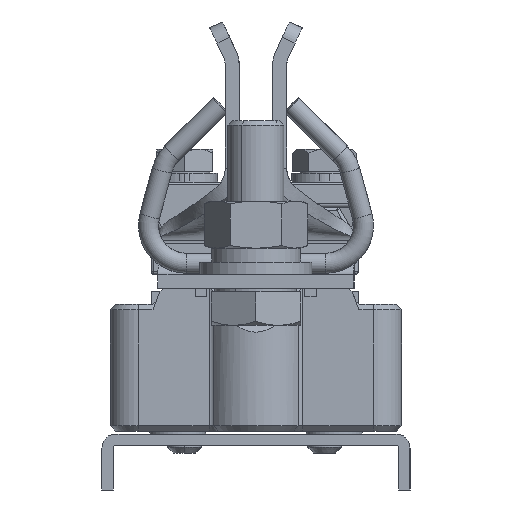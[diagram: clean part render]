
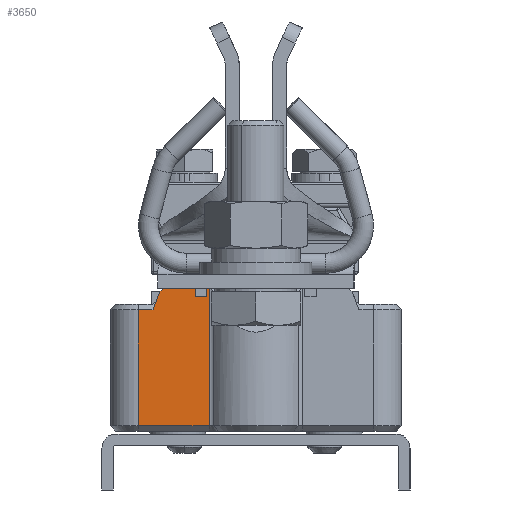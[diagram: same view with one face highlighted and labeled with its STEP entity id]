
A CAD part, front view. The second image highlights one B-rep face of the part: STEP entity #3650.
In plain terms, the highlighted face is planar.
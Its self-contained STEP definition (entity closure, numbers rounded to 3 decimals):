
#1229=DIRECTION('',(-1.,0.,0.));
#1230=VECTOR('',#1229,2.617);
#1231=CARTESIAN_POINT('',(-18.383,22.2,17.5));
#1232=LINE('',#1231,#1230);
#1257=DIRECTION('',(0.819,0.574,0.));
#1258=VECTOR('',#1257,0.819);
#1259=CARTESIAN_POINT('',(-17.171,25.53,17.5));
#1260=LINE('',#1259,#1258);
#1264=DIRECTION('',(1.,0.,0.));
#1265=VECTOR('',#1264,8.148);
#1266=CARTESIAN_POINT('',(-16.5,26.,17.5));
#1267=LINE('',#1266,#1265);
#1271=DIRECTION('',(0.342,0.94,0.));
#1272=VECTOR('',#1271,3.544);
#1273=CARTESIAN_POINT('',(-18.383,22.2,17.5));
#1274=LINE('',#1273,#1272);
#1278=DIRECTION('',(0.,1.,0.));
#1279=VECTOR('',#1278,24.5);
#1280=CARTESIAN_POINT('',(-8.352,1.5,17.5));
#1281=LINE('',#1280,#1279);
#1412=DIRECTION('',(1.,0.,0.));
#1413=VECTOR('',#1412,12.648);
#1414=CARTESIAN_POINT('',(-21.,1.5,17.5));
#1415=LINE('',#1414,#1413);
#1448=DIRECTION('',(0.,-1.,0.));
#1449=VECTOR('',#1448,20.7);
#1450=CARTESIAN_POINT('',(-21.,22.2,17.5));
#1451=LINE('',#1450,#1449);
#2248=CARTESIAN_POINT('',(-8.352,26.,17.5));
#2250=VERTEX_POINT('',#2248);
#2262=CARTESIAN_POINT('',(-16.5,26.,17.5));
#2263=VERTEX_POINT('',#2262);
#2304=CARTESIAN_POINT('',(-18.383,22.2,17.5));
#2305=VERTEX_POINT('',#2304);
#2306=CARTESIAN_POINT('',(-21.,22.2,17.5));
#2307=VERTEX_POINT('',#2306);
#2308=CARTESIAN_POINT('',(-17.171,25.53,17.5));
#2309=VERTEX_POINT('',#2308);
#2310=CARTESIAN_POINT('',(-8.352,1.5,17.5));
#2311=VERTEX_POINT('',#2310);
#2312=CARTESIAN_POINT('',(-21.,1.5,17.5));
#2313=VERTEX_POINT('',#2312);
#3633=CARTESIAN_POINT('',(-26.,0.,17.5));
#3634=DIRECTION('',(0.,0.,1.));
#3635=DIRECTION('',(1.,0.,0.));
#3636=AXIS2_PLACEMENT_3D('',#3633,#3634,#3635);
#3637=PLANE('',#3636);
#3638=ORIENTED_EDGE('',*,*,#3618,.T.);
#3639=ORIENTED_EDGE('',*,*,#3308,.T.);
#3641=ORIENTED_EDGE('',*,*,#3640,.F.);
#3643=ORIENTED_EDGE('',*,*,#3642,.F.);
#3645=ORIENTED_EDGE('',*,*,#3644,.F.);
#3646=ORIENTED_EDGE('',*,*,#3577,.F.);
#3647=ORIENTED_EDGE('',*,*,#3600,.T.);
#3648=EDGE_LOOP('',(#3638,#3639,#3641,#3643,#3645,#3646,#3647));
#3649=FACE_OUTER_BOUND('',#3648,.F.);
#3308=EDGE_CURVE('',#2263,#2250,#1267,.T.);
#3577=EDGE_CURVE('',#2305,#2307,#1232,.T.);
#3600=EDGE_CURVE('',#2305,#2309,#1274,.T.);
#3618=EDGE_CURVE('',#2309,#2263,#1260,.T.);
#3640=EDGE_CURVE('',#2311,#2250,#1281,.T.);
#3642=EDGE_CURVE('',#2313,#2311,#1415,.T.);
#3644=EDGE_CURVE('',#2307,#2313,#1451,.T.);
#3650=ADVANCED_FACE('',(#3649),#3637,.T.);
